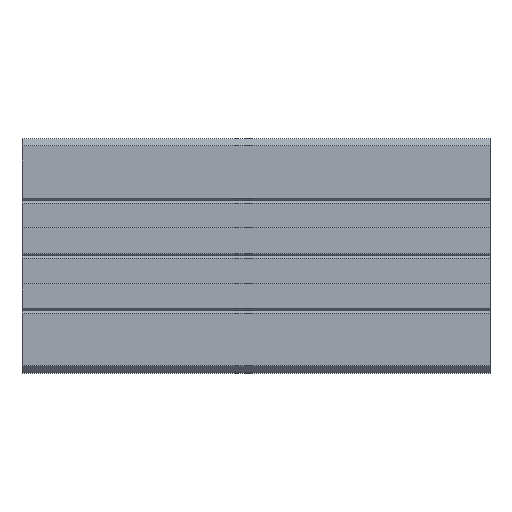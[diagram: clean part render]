
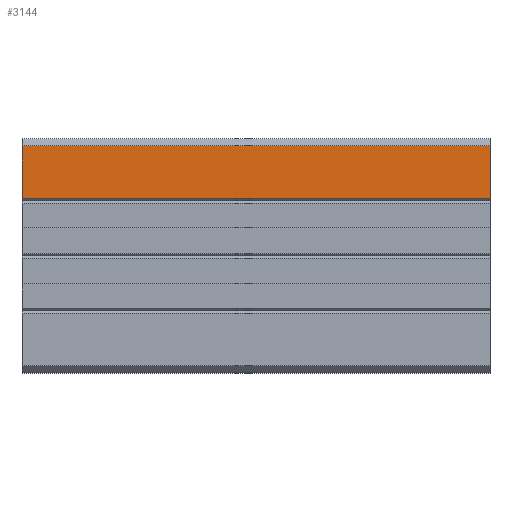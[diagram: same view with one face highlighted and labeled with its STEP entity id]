
A CAD part, top view. The second image highlights one B-rep face of the part: STEP entity #3144.
In plain terms, the highlighted planar face has unit normal (0, 0, 1).
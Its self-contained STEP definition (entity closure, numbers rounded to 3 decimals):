
#246 = CARTESIAN_POINT ( 'NONE',  ( 59.184, 67.148, 25. ) ) ;
#347 = DIRECTION ( 'NONE',  ( 0., -1., 0. ) ) ;
#375 = CARTESIAN_POINT ( 'NONE',  ( 59.184, 67.148, 25. ) ) ;
#523 = CARTESIAN_POINT ( 'NONE',  ( -40.816, 78.398, 25. ) ) ;
#627 = CARTESIAN_POINT ( 'NONE',  ( 59.184, 78.398, 25. ) ) ;
#741 = LINE ( 'NONE', #523, #3433 ) ;
#880 = EDGE_CURVE ( 'NONE', #4208, #1681, #985, .T. ) ;
#985 = LINE ( 'NONE', #1446, #3115 ) ;
#1060 = EDGE_LOOP ( 'NONE', ( #1768, #3753, #2141, #3752 ) ) ;
#1129 = VERTEX_POINT ( 'NONE', #2659 ) ;
#1295 = FACE_OUTER_BOUND ( 'NONE', #1060, .T. ) ;
#1431 = PLANE ( 'NONE',  #2298 ) ;
#1446 = CARTESIAN_POINT ( 'NONE',  ( 59.184, 78.398, 25. ) ) ;
#1681 = VERTEX_POINT ( 'NONE', #375 ) ;
#1768 = ORIENTED_EDGE ( 'NONE', *, *, #1852, .T. ) ;
#1852 = EDGE_CURVE ( 'NONE', #1129, #2985, #741, .T. ) ;
#1904 = CARTESIAN_POINT ( 'NONE',  ( 59.184, 78.398, 25. ) ) ;
#2139 = DIRECTION ( 'NONE',  ( -1., 0., 0. ) ) ;
#2141 = ORIENTED_EDGE ( 'NONE', *, *, #880, .F. ) ;
#2298 = AXIS2_PLACEMENT_3D ( 'NONE', #3951, #3620, #2139 ) ;
#2363 = VECTOR ( 'NONE', #2746, 1000. ) ;
#2482 = LINE ( 'NONE', #246, #2363 ) ;
#2500 = VECTOR ( 'NONE', #2772, 1000. ) ;
#2659 = CARTESIAN_POINT ( 'NONE',  ( -40.816, 78.398, 25. ) ) ;
#2746 = DIRECTION ( 'NONE',  ( -1., 0., 0. ) ) ;
#2772 = DIRECTION ( 'NONE',  ( -1., 0., 0. ) ) ;
#2847 = CARTESIAN_POINT ( 'NONE',  ( -40.816, 67.148, 25. ) ) ;
#2985 = VERTEX_POINT ( 'NONE', #2847 ) ;
#3033 = LINE ( 'NONE', #627, #2500 ) ;
#3108 = DIRECTION ( 'NONE',  ( 0., -1., 0. ) ) ;
#3115 = VECTOR ( 'NONE', #347, 1000. ) ;
#3144 = ADVANCED_FACE ( 'NONE', ( #1295 ), #1431, .F. ) ;
#3433 = VECTOR ( 'NONE', #3108, 1000. ) ;
#3620 = DIRECTION ( 'NONE',  ( 0., 0., -1. ) ) ;
#3752 = ORIENTED_EDGE ( 'NONE', *, *, #3903, .T. ) ;
#3753 = ORIENTED_EDGE ( 'NONE', *, *, #3782, .F. ) ;
#3782 = EDGE_CURVE ( 'NONE', #1681, #2985, #2482, .T. ) ;
#3903 = EDGE_CURVE ( 'NONE', #4208, #1129, #3033, .T. ) ;
#3951 = CARTESIAN_POINT ( 'NONE',  ( 59.184, 78.398, 25. ) ) ;
#4208 = VERTEX_POINT ( 'NONE', #1904 ) ;
